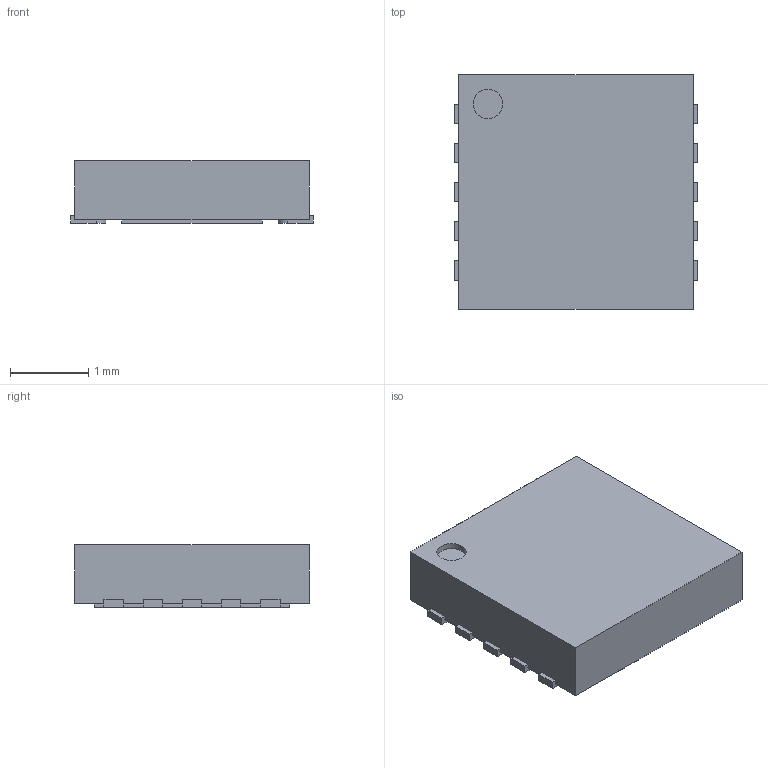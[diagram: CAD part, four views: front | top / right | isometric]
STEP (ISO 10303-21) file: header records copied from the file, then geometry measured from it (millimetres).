
FILE_DESCRIPTION(('FreeCAD Model'),'2;1');
FILE_NAME('16115287.1.1.stp','2022-04-24T03:23:57',( 'Author'),(''),'Open CASCADE STEP processor 6.9','FreeCAD','Unknown' );
FILE_SCHEMA(('AUTOMOTIVE_DESIGN { 1 0 10303 214 1 1 1 1 }'));
Length unit declared in the file: millimetre
Products named in the file (4): ASSEMBLY; Body; ThermalPin; PinsArrayLR
Assembly tree (3 placements, depth 2):
  ASSEMBLY
    Body
    ThermalPin
    PinsArrayLR
Bounding box: 3.1 x 3 x 0.8 mm (x, y, z)
Volume: 7.3 mm3; surface area: 40.4 mm2
Topology: 12 solids, 12 shells, 74 faces, 147 edges, 98 vertices
Faces by surface type: plane 63, cylinder 11
Full cylindrical faces by diameter (mm): 0.375 x1
Entity records: 3989 total; most frequent: CARTESIAN_POINT 677, DIRECTION 609, LINE 397, VECTOR 397, ORIENTED_EDGE 294, PCURVE 294, DEFINITIONAL_REPRESENTATION 294, EDGE_CURVE 147
